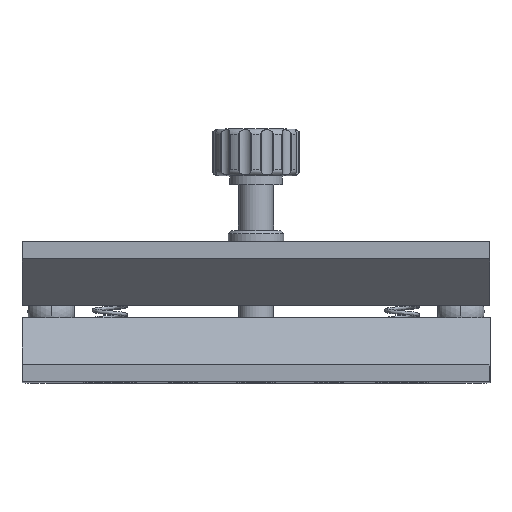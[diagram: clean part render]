
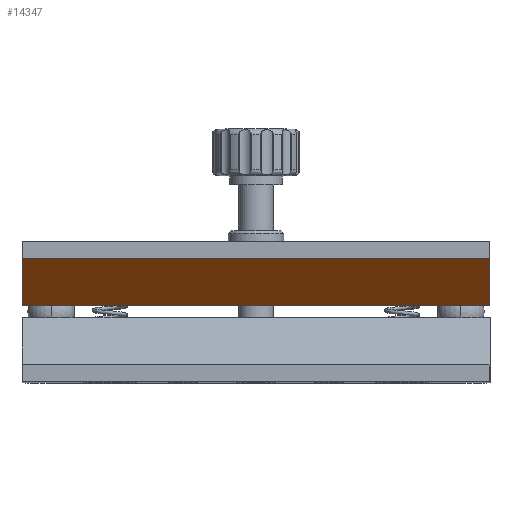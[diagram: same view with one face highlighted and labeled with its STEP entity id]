
A CAD part, top view. The second image highlights one B-rep face of the part: STEP entity #14347.
In plain terms, the highlighted planar face has unit normal (0, -0.707, 0.707).
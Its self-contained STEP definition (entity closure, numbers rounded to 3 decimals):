
#1315 = CARTESIAN_POINT ( 'NONE',  ( -15.583, -62.391, 86.547 ) ) ;
#2247 = CARTESIAN_POINT ( 'NONE',  ( -15.583, -54.391, 94.547 ) ) ;
#2611 = DIRECTION ( 'NONE',  ( 0., 0.707, 0.707 ) ) ;
#3939 = DIRECTION ( 'NONE',  ( 1., 0., 0. ) ) ;
#4059 = LINE ( 'NONE', #11062, #5411 ) ;
#4177 = EDGE_CURVE ( 'NONE', #6031, #21566, #9272, .T. ) ;
#4321 = EDGE_LOOP ( 'NONE', ( #10818, #19622, #11879, #13737 ) ) ;
#4664 = EDGE_CURVE ( 'NONE', #6031, #17610, #15423, .T. ) ;
#5411 = VECTOR ( 'NONE', #2611, 1000. ) ;
#6031 = VERTEX_POINT ( 'NONE', #1315 ) ;
#8944 = EDGE_CURVE ( 'NONE', #17610, #21765, #4059, .T. ) ;
#9272 = LINE ( 'NONE', #18633, #21090 ) ;
#10818 = ORIENTED_EDGE ( 'NONE', *, *, #20015, .F. ) ;
#11062 = CARTESIAN_POINT ( 'NONE',  ( 64.417, -54.391, 94.547 ) ) ;
#11879 = ORIENTED_EDGE ( 'NONE', *, *, #4664, .T. ) ;
#12874 = CARTESIAN_POINT ( 'NONE',  ( -15.583, -54.391, 94.547 ) ) ;
#13595 = DIRECTION ( 'NONE',  ( 0., 0.707, 0.707 ) ) ;
#13737 = ORIENTED_EDGE ( 'NONE', *, *, #8944, .T. ) ;
#14183 = CARTESIAN_POINT ( 'NONE',  ( -15.583, -62.391, 86.547 ) ) ;
#14347 = ADVANCED_FACE ( 'NONE', ( #20379 ), #19709, .F. ) ;
#14902 = VECTOR ( 'NONE', #3939, 1000. ) ;
#15423 = LINE ( 'NONE', #14183, #14902 ) ;
#17610 = VERTEX_POINT ( 'NONE', #17840 ) ;
#17840 = CARTESIAN_POINT ( 'NONE',  ( 64.417, -62.391, 86.547 ) ) ;
#17884 = DIRECTION ( 'NONE',  ( 0., 0.707, -0.707 ) ) ;
#18187 = CARTESIAN_POINT ( 'NONE',  ( -15.583, -54.391, 94.547 ) ) ;
#18633 = CARTESIAN_POINT ( 'NONE',  ( -15.583, -54.391, 94.547 ) ) ;
#19226 = VECTOR ( 'NONE', #20088, 1000. ) ;
#19468 = DIRECTION ( 'NONE',  ( 0., 0.707, 0.707 ) ) ;
#19549 = CARTESIAN_POINT ( 'NONE',  ( 64.417, -54.391, 94.547 ) ) ;
#19622 = ORIENTED_EDGE ( 'NONE', *, *, #4177, .F. ) ;
#19709 = PLANE ( 'NONE',  #22000 ) ;
#20015 = EDGE_CURVE ( 'NONE', #21566, #21765, #21433, .T. ) ;
#20088 = DIRECTION ( 'NONE',  ( 1., 0., 0. ) ) ;
#20379 = FACE_OUTER_BOUND ( 'NONE', #4321, .T. ) ;
#21090 = VECTOR ( 'NONE', #13595, 1000. ) ;
#21433 = LINE ( 'NONE', #18187, #19226 ) ;
#21566 = VERTEX_POINT ( 'NONE', #2247 ) ;
#21765 = VERTEX_POINT ( 'NONE', #19549 ) ;
#22000 = AXIS2_PLACEMENT_3D ( 'NONE', #12874, #17884, #19468 ) ;
